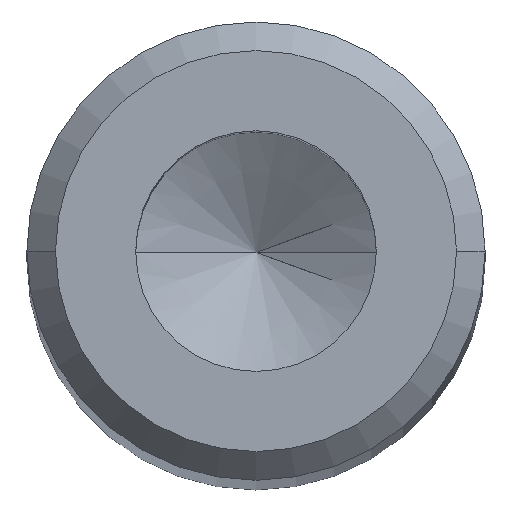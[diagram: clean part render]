
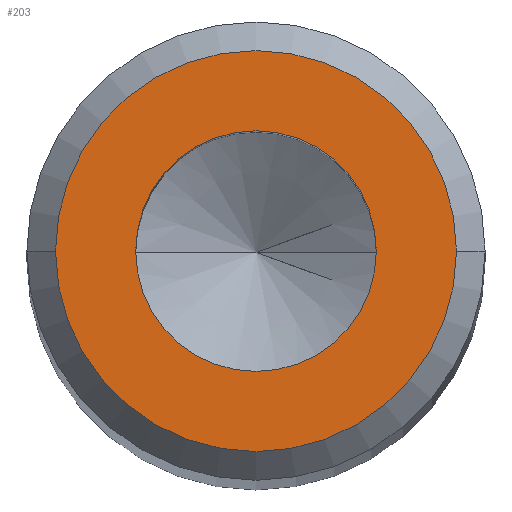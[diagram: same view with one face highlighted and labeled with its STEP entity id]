
A CAD part, top view. The second image highlights one B-rep face of the part: STEP entity #203.
In plain terms, the highlighted planar face has unit normal (0, 0, 1).
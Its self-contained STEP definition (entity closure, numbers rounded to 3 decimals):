
#11 = CARTESIAN_POINT ( 'NONE',  ( 3.5, 0., 0. ) ) ;
#84 = DIRECTION ( 'NONE',  ( 0., 0., 1. ) ) ;
#102 = CARTESIAN_POINT ( 'NONE',  ( 0., 0., 0. ) ) ;
#107 = DIRECTION ( 'NONE',  ( 1., 0., 0. ) ) ;
#115 = VERTEX_POINT ( 'NONE', #501 ) ;
#123 = AXIS2_PLACEMENT_3D ( 'NONE', #102, #438, #154 ) ;
#124 = CARTESIAN_POINT ( 'NONE',  ( 0., 0., 0. ) ) ;
#133 = VERTEX_POINT ( 'NONE', #260 ) ;
#148 = ORIENTED_EDGE ( 'NONE', *, *, #444, .F. ) ;
#150 = CARTESIAN_POINT ( 'NONE',  ( 0., 0., 0. ) ) ;
#154 = DIRECTION ( 'NONE',  ( 1., 0., 0. ) ) ;
#165 = FACE_BOUND ( 'NONE', #448, .T. ) ;
#171 = ORIENTED_EDGE ( 'NONE', *, *, #174, .T. ) ;
#174 = EDGE_CURVE ( 'NONE', #194, #312, #200, .T. ) ;
#194 = VERTEX_POINT ( 'NONE', #229 ) ;
#200 = CIRCLE ( 'NONE', #533, 3.5 ) ;
#203 = ADVANCED_FACE ( 'NONE', ( #165, #348 ), #534, .T. ) ;
#214 = ORIENTED_EDGE ( 'NONE', *, *, #238, .F. ) ;
#229 = CARTESIAN_POINT ( 'NONE',  ( -3.5, 0., 0. ) ) ;
#238 = EDGE_CURVE ( 'NONE', #115, #133, #548, .T. ) ;
#260 = CARTESIAN_POINT ( 'NONE',  ( -2.1, 0., 0. ) ) ;
#262 = DIRECTION ( 'NONE',  ( 1., 0., 0. ) ) ;
#291 = AXIS2_PLACEMENT_3D ( 'NONE', #432, #519, #107 ) ;
#296 = EDGE_LOOP ( 'NONE', ( #171, #513 ) ) ;
#312 = VERTEX_POINT ( 'NONE', #11 ) ;
#333 = DIRECTION ( 'NONE',  ( 0., 0., 1. ) ) ;
#337 = CIRCLE ( 'NONE', #291, 3.5 ) ;
#348 = FACE_OUTER_BOUND ( 'NONE', #296, .T. ) ;
#373 = CIRCLE ( 'NONE', #123, 2.1 ) ;
#383 = DIRECTION ( 'NONE',  ( 1., 0., 0. ) ) ;
#403 = DIRECTION ( 'NONE',  ( 0., 0., 1. ) ) ;
#432 = CARTESIAN_POINT ( 'NONE',  ( 0., 0., 0. ) ) ;
#438 = DIRECTION ( 'NONE',  ( 0., 0., 1. ) ) ;
#444 = EDGE_CURVE ( 'NONE', #133, #115, #373, .T. ) ;
#448 = EDGE_LOOP ( 'NONE', ( #214, #148 ) ) ;
#449 = DIRECTION ( 'NONE',  ( 1., 0., 0. ) ) ;
#455 = AXIS2_PLACEMENT_3D ( 'NONE', #124, #84, #262 ) ;
#476 = AXIS2_PLACEMENT_3D ( 'NONE', #150, #333, #383 ) ;
#501 = CARTESIAN_POINT ( 'NONE',  ( 2.1, 0., 0. ) ) ;
#513 = ORIENTED_EDGE ( 'NONE', *, *, #546, .T. ) ;
#519 = DIRECTION ( 'NONE',  ( 0., 0., 1. ) ) ;
#533 = AXIS2_PLACEMENT_3D ( 'NONE', #542, #403, #449 ) ;
#534 = PLANE ( 'NONE',  #455 ) ;
#542 = CARTESIAN_POINT ( 'NONE',  ( 0., 0., 0. ) ) ;
#546 = EDGE_CURVE ( 'NONE', #312, #194, #337, .T. ) ;
#548 = CIRCLE ( 'NONE', #476, 2.1 ) ;
